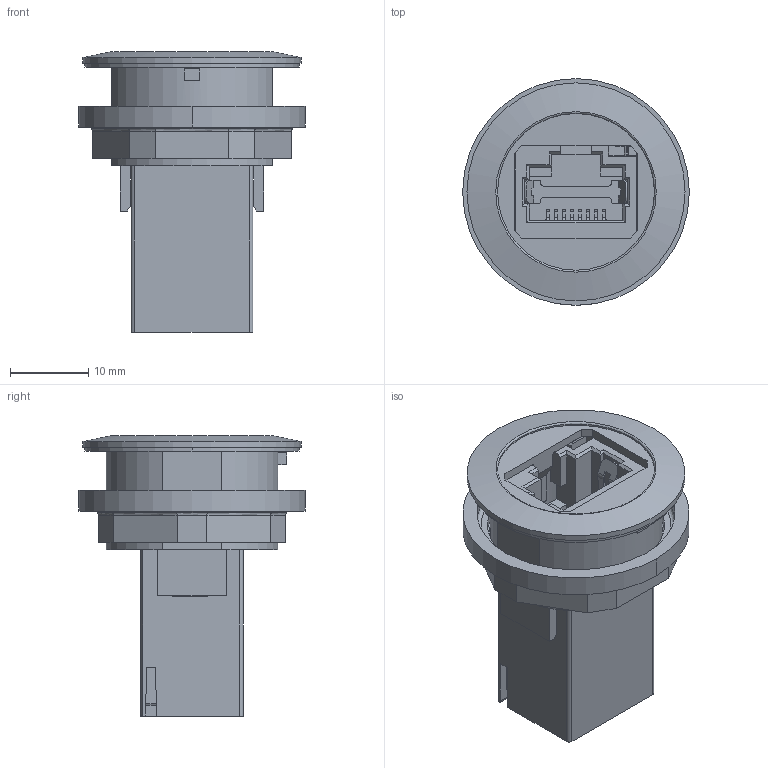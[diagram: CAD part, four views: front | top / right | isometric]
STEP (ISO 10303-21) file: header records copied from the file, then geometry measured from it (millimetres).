
FILE_DESCRIPTION(/* description */ (''),/* implementation_level */ '2;1');
FILE_NAME(/* name */ '100213037ugm000_b.stp',/* time_stamp */ '2022-04-26T11:00:19+02:00',/* author */ (''),/* organization */ (''),/* preprocessor_version */ 'ST-DEVELOPER v16.7',/* originating_system */ 'SIEMENS PLM Software NX 1911',/* authorisation */ '');
FILE_SCHEMA (('AUTOMOTIVE_DESIGN { 1 0 10303 214 3 1 1 1 }'));
Length unit declared in the file: millimetre
Products named in the file (1): 100213037ugm000_b
Bounding box: 29 x 29 x 35.9 mm (x, y, z)
Volume: 7771.4 mm3; surface area: 9037.5 mm2
Topology: 4 solids, 4 shells, 741 faces, 2297 edges, 2248 vertices
Faces by surface type: plane 498, cylinder 130, revolution 92, bspline 18, sphere 2, cone 1
Full cylindrical faces by diameter (mm): 20.05 x1, 27.9 x1
Entity records: 30379 total; most frequent: CARTESIAN_POINT 5687, ORIENTED_EDGE 4132, DIRECTION 4042, EDGE_CURVE 2066, LINE 1786, VECTOR 1786, VERTEX_POINT 1349, AXIS2_PLACEMENT_3D 1082
